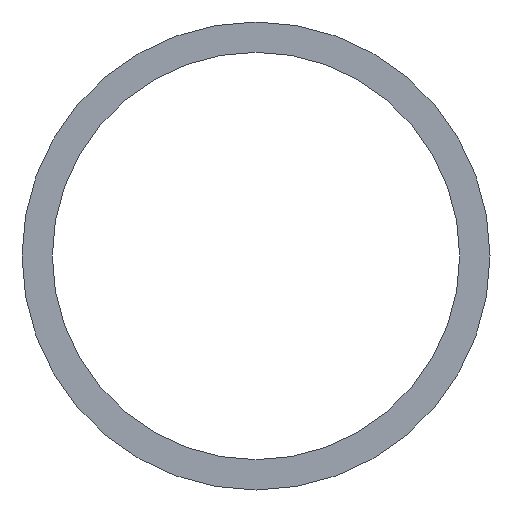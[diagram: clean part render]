
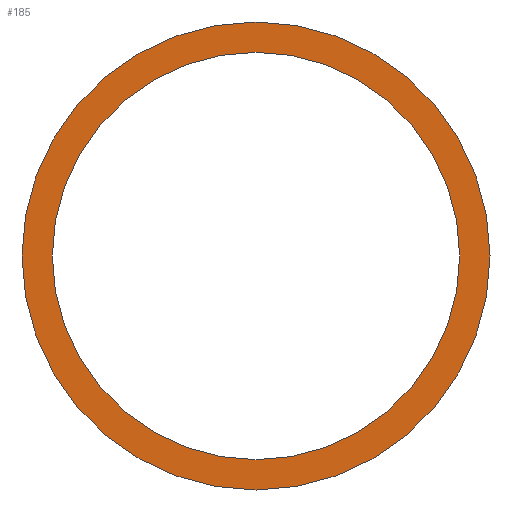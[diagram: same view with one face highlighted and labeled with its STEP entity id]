
A CAD part, front view. The second image highlights one B-rep face of the part: STEP entity #185.
In plain terms, the highlighted planar face has unit normal (0, -1, 0).
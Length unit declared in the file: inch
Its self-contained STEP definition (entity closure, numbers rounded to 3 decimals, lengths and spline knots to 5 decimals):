
#30 = AXIS2_PLACEMENT_3D ( 'NONE', #567, #521, #176 ) ;
#39 = EDGE_CURVE ( 'NONE', #365, #157, #626, .T. ) ;
#46 = EDGE_CURVE ( 'NONE', #203, #127, #494, .T. ) ;
#66 = CARTESIAN_POINT ( 'NONE',  ( 0., 0., 0. ) ) ;
#109 = ORIENTED_EDGE ( 'NONE', *, *, #39, .T. ) ;
#127 = VERTEX_POINT ( 'NONE', #167 ) ;
#128 = DIRECTION ( 'NONE',  ( 0., 0., 1. ) ) ;
#134 = ORIENTED_EDGE ( 'NONE', *, *, #46, .F. ) ;
#135 = CIRCLE ( 'NONE', #30, 0.8565 ) ;
#143 = DIRECTION ( 'NONE',  ( 0., 1., 0. ) ) ;
#157 = VERTEX_POINT ( 'NONE', #546 ) ;
#166 = FACE_OUTER_BOUND ( 'NONE', #194, .T. ) ;
#167 = CARTESIAN_POINT ( 'NONE',  ( 0., 0., -0.984 ) ) ;
#169 = AXIS2_PLACEMENT_3D ( 'NONE', #66, #539, #195 ) ;
#176 = DIRECTION ( 'NONE',  ( 0., 0., 1. ) ) ;
#178 = CARTESIAN_POINT ( 'NONE',  ( 0., 0., 0. ) ) ;
#185 = ADVANCED_FACE ( 'NONE', ( #166, #377 ), #448, .F. ) ;
#194 = EDGE_LOOP ( 'NONE', ( #324, #134 ) ) ;
#195 = DIRECTION ( 'NONE',  ( 0., 0., 1. ) ) ;
#196 = DIRECTION ( 'NONE',  ( 0., 0., 1. ) ) ;
#203 = VERTEX_POINT ( 'NONE', #341 ) ;
#214 = ORIENTED_EDGE ( 'NONE', *, *, #320, .T. ) ;
#237 = CARTESIAN_POINT ( 'NONE',  ( 0., 0., 0. ) ) ;
#262 = AXIS2_PLACEMENT_3D ( 'NONE', #237, #340, #196 ) ;
#268 = DIRECTION ( 'NONE',  ( 0., 0., 1. ) ) ;
#320 = EDGE_CURVE ( 'NONE', #157, #365, #135, .T. ) ;
#324 = ORIENTED_EDGE ( 'NONE', *, *, #586, .F. ) ;
#340 = DIRECTION ( 'NONE',  ( 0., 1., 0. ) ) ;
#341 = CARTESIAN_POINT ( 'NONE',  ( 0., 0., 0.984 ) ) ;
#348 = AXIS2_PLACEMENT_3D ( 'NONE', #623, #143, #268 ) ;
#365 = VERTEX_POINT ( 'NONE', #614 ) ;
#377 = FACE_BOUND ( 'NONE', #487, .T. ) ;
#384 = AXIS2_PLACEMENT_3D ( 'NONE', #178, #474, #128 ) ;
#448 = PLANE ( 'NONE',  #169 ) ;
#474 = DIRECTION ( 'NONE',  ( 0., 1., 0. ) ) ;
#487 = EDGE_LOOP ( 'NONE', ( #214, #109 ) ) ;
#494 = CIRCLE ( 'NONE', #384, 0.984 ) ;
#514 = CIRCLE ( 'NONE', #262, 0.984 ) ;
#521 = DIRECTION ( 'NONE',  ( 0., 1., 0. ) ) ;
#539 = DIRECTION ( 'NONE',  ( 0., 1., 0. ) ) ;
#546 = CARTESIAN_POINT ( 'NONE',  ( 0., 0., -0.8565 ) ) ;
#567 = CARTESIAN_POINT ( 'NONE',  ( 0., 0., 0. ) ) ;
#586 = EDGE_CURVE ( 'NONE', #127, #203, #514, .T. ) ;
#614 = CARTESIAN_POINT ( 'NONE',  ( 0., 0., 0.8565 ) ) ;
#623 = CARTESIAN_POINT ( 'NONE',  ( 0., 0., 0. ) ) ;
#626 = CIRCLE ( 'NONE', #348, 0.8565 ) ;
